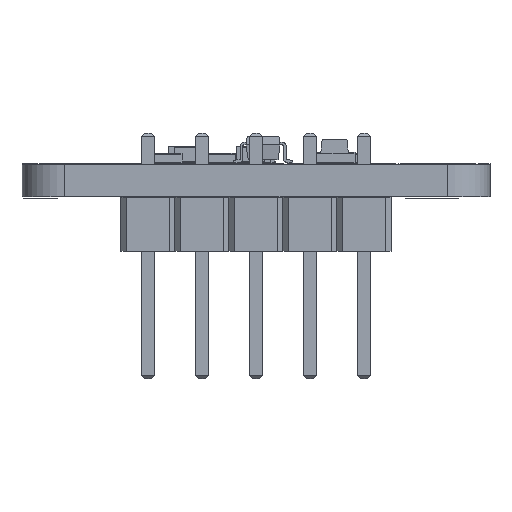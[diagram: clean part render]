
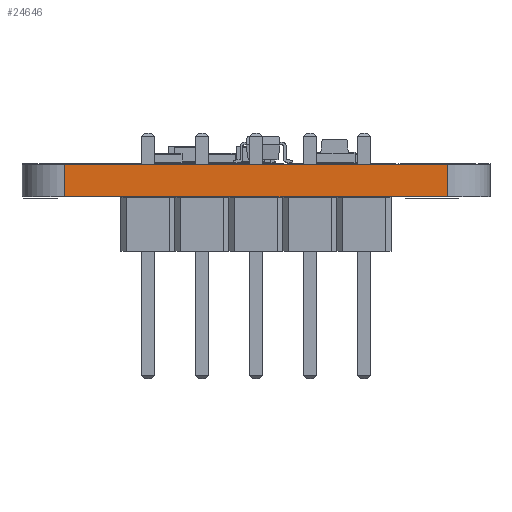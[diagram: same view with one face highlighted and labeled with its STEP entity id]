
A CAD part, front view. The second image highlights one B-rep face of the part: STEP entity #24646.
In plain terms, the highlighted planar face has unit normal (0, -1, 0).
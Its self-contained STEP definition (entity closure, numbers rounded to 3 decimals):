
#23860 = VERTEX_POINT('',#23861);
#23861 = CARTESIAN_POINT('',(-9.002,-11.002,0.));
#23868 = EDGE_CURVE('',#23869,#23860,#23871,.T.);
#23869 = VERTEX_POINT('',#23870);
#23870 = CARTESIAN_POINT('',(8.998,-11.002,0.));
#23871 = LINE('',#23872,#23873);
#23872 = CARTESIAN_POINT('',(8.998,-11.002,0.));
#23873 = VECTOR('',#23874,1.);
#23874 = DIRECTION('',(-1.,0.,0.));
#24162 = VERTEX_POINT('',#24163);
#24163 = CARTESIAN_POINT('',(-9.002,-11.002,1.51));
#24170 = EDGE_CURVE('',#24171,#24162,#24173,.T.);
#24171 = VERTEX_POINT('',#24172);
#24172 = CARTESIAN_POINT('',(8.998,-11.002,1.51));
#24173 = LINE('',#24174,#24175);
#24174 = CARTESIAN_POINT('',(8.998,-11.002,1.51));
#24175 = VECTOR('',#24176,1.);
#24176 = DIRECTION('',(-1.,0.,0.));
#24616 = EDGE_CURVE('',#23860,#24162,#24617,.T.);
#24617 = LINE('',#24618,#24619);
#24618 = CARTESIAN_POINT('',(-9.002,-11.002,0.));
#24619 = VECTOR('',#24620,1.);
#24620 = DIRECTION('',(0.,0.,1.));
#24646 = ADVANCED_FACE('',(#24647),#24658,.T.);
#24647 = FACE_BOUND('',#24648,.T.);
#24648 = EDGE_LOOP('',(#24649,#24655,#24656,#24657));
#24649 = ORIENTED_EDGE('',*,*,#24650,.T.);
#24650 = EDGE_CURVE('',#23869,#24171,#24651,.T.);
#24651 = LINE('',#24652,#24653);
#24652 = CARTESIAN_POINT('',(8.998,-11.002,0.));
#24653 = VECTOR('',#24654,1.);
#24654 = DIRECTION('',(0.,0.,1.));
#24655 = ORIENTED_EDGE('',*,*,#24170,.T.);
#24656 = ORIENTED_EDGE('',*,*,#24616,.F.);
#24657 = ORIENTED_EDGE('',*,*,#23868,.F.);
#24658 = PLANE('',#24659);
#24659 = AXIS2_PLACEMENT_3D('',#24660,#24661,#24662);
#24660 = CARTESIAN_POINT('',(8.998,-11.002,0.));
#24661 = DIRECTION('',(0.,-1.,0.));
#24662 = DIRECTION('',(-1.,0.,0.));
